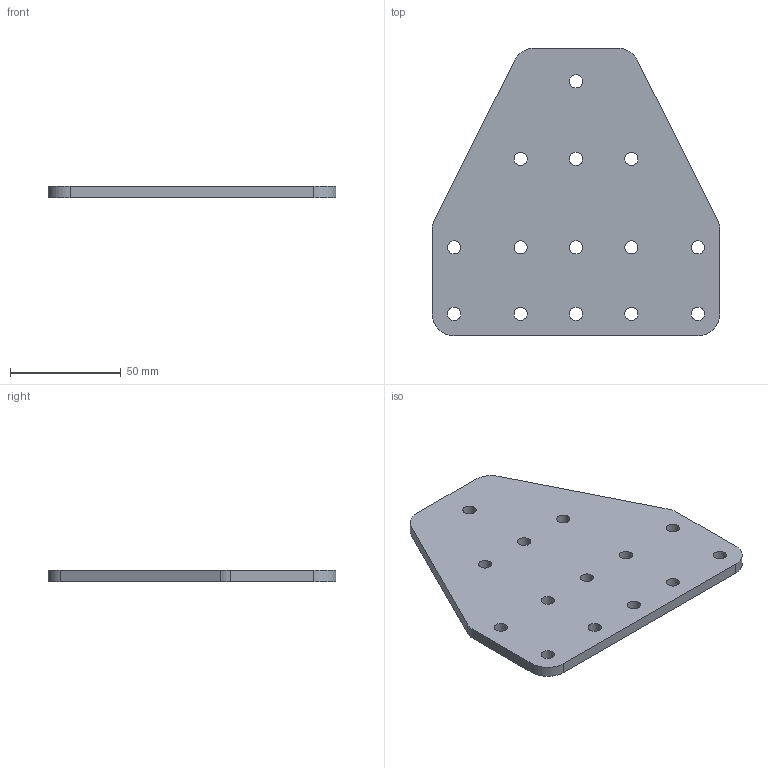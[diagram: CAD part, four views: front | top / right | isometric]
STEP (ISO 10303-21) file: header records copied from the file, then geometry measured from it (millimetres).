
FILE_DESCRIPTION( ( '' ), ' ' );
FILE_NAME( '58fbb6a51b3de310dcdaa6ea.step', '2017-04-22T20:01:42', ( '' ), ( '' ), ' ', ' ', ' ' );
FILE_SCHEMA( ( 'AUTOMOTIVE_DESIGN { 1 0 10303 214 1 1 1 1 }' ) );
Length unit declared in the file: metre
Products named in the file (1): Base
Bounding box: 130 x 130 x 5 mm (x, y, z)
Volume: 66237.5 mm3; surface area: 30052.2 mm2
Topology: 1 solids, 1 shells, 28 faces, 92 edges, 66 vertices
Faces by surface type: cylinder 20, plane 8
Full cylindrical faces by diameter (mm): 6 x14
Entity records: 1148 total; most frequent: DIRECTION 162, CARTESIAN_POINT 145, ORIENTED_EDGE 128, EDGE_LOOP 70, AXIS2_PLACEMENT_3D 69, EDGE_CURVE 64, VERTEX_POINT 52, FACE_OUTER_BOUND 42
